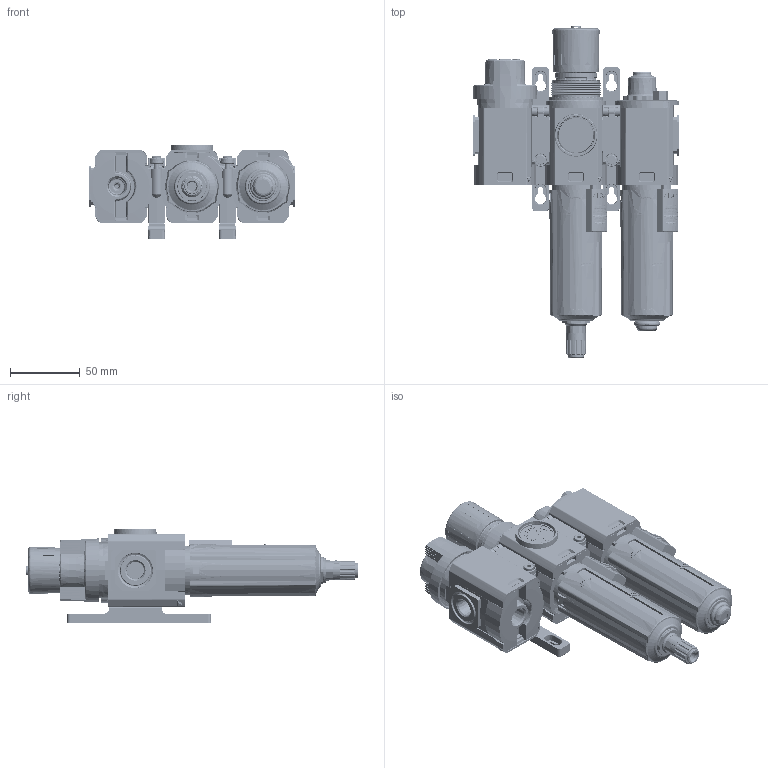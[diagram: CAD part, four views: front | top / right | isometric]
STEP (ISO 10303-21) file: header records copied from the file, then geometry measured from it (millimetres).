
FILE_DESCRIPTION (( 'STEP AP203' ), '1' );
FILE_NAME ('BL82-201A.step', '2021-09-07T17:53:54', ( '' ), ( '' ), 'SwSTEP 2.0', 'SolidWorks 2021', '' );
FILE_SCHEMA (( 'CONFIG_CONTROL_DESIGN' ));
Products named in the file (1): BL82-201A
Bounding box: 148.3 x 238.23 x 67.97 mm (x, y, z)
Volume: 635287.2 mm3; surface area: 209832.3 mm2
Topology: 20 solids, 20 shells, 5513 faces, 15086 edges, 9858 vertices
Faces by surface type: plane 2336, cylinder 2178, bspline 501, cone 470, torus 28
Entity records: 191601 total; most frequent: CARTESIAN_POINT 54425, ORIENTED_EDGE 30172, DIRECTION 27784, EDGE_CURVE 15086, AXIS2_PLACEMENT_3D 10148, VERTEX_POINT 9858, LINE 7488, VECTOR 7488
